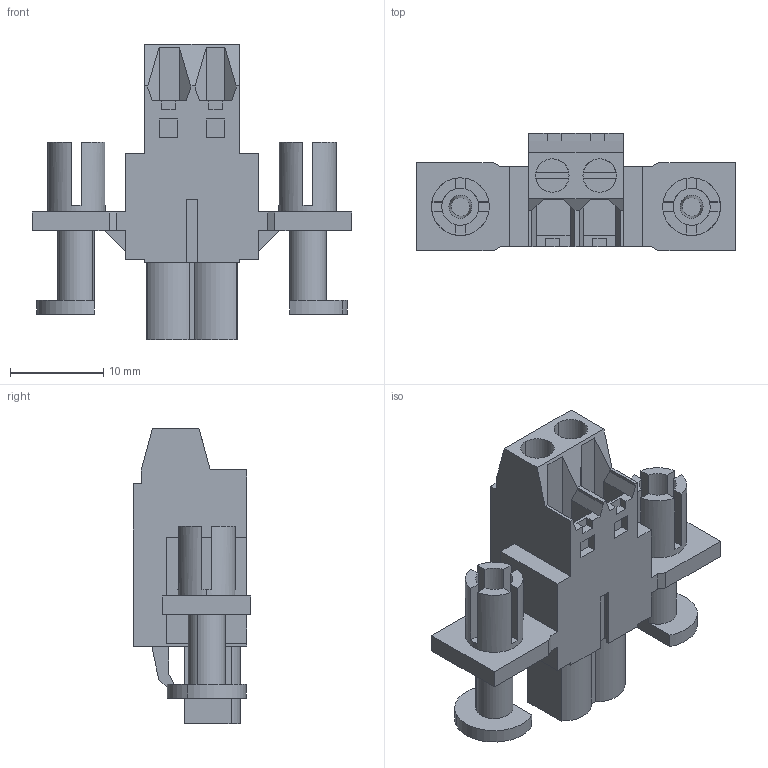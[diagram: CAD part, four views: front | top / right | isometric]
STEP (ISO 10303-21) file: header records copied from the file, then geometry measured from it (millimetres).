
FILE_DESCRIPTION(('CATIA V5 STEP Exchange','CAx-IF Rec.Pracs.--- Model Styling and Organization---1.2---2011-12-15'),'2;1');
FILE_NAME ('D1451297_0_1353130000_1353130000.stp','2017-06-22T09:24:32+00:00',('none'),('Weidmueller'),'CATIA Version 5-6 Release 2014','CATIA V5 STEP AP214','none');
FILE_SCHEMA(('AUTOMOTIVE_DESIGN { 1 0 10303 214 1 1 1 1 }'));
Length unit declared in the file: millimetre
Products named in the file (1): 1353130000
Bounding box: 34.36 x 12.65 x 31.8 mm (x, y, z)
Volume: 3851.8 mm3; surface area: 3849.2 mm2
Topology: 5 solids, 5 shells, 261 faces, 709 edges, 470 vertices
Faces by surface type: plane 219, cylinder 34, cone 8
Entity records: 8086 total; most frequent: CARTESIAN_POINT 1450, ORIENTED_EDGE 1418, DIRECTION 1125, EDGE_CURVE 709, VECTOR 583, LINE 583, VERTEX_POINT 470, AXIS2_PLACEMENT_3D 329
